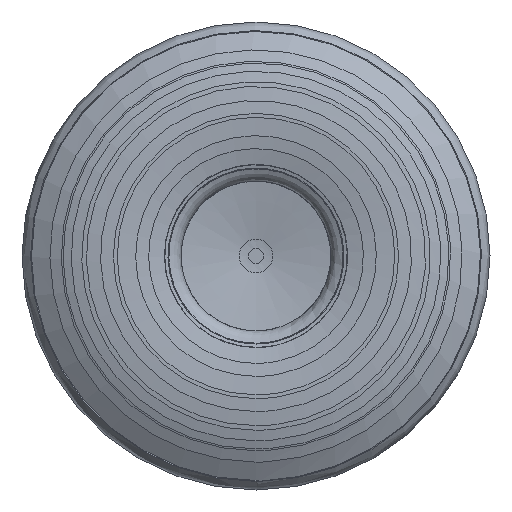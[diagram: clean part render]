
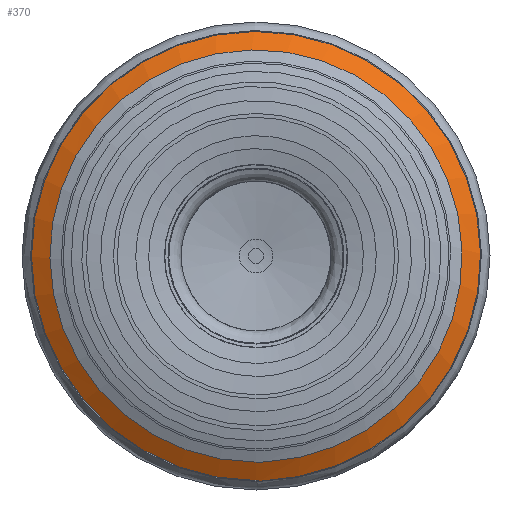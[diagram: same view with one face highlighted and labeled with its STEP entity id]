
A CAD part, left-side view. The second image highlights one B-rep face of the part: STEP entity #370.
In plain terms, the highlighted face is a revolution surface.
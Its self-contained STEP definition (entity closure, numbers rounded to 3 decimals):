
#119=SURFACE_OF_REVOLUTION('',#300,#151);
#151=AXIS1_PLACEMENT('',#3871,#1414);
#300=B_SPLINE_CURVE_WITH_KNOTS('',3,(#3864,#3865,#3866,#3867,#3868,#3869,
#3870),.UNSPECIFIED.,.F.,.F.,(4,3,4),(0.,0.499,1.),
 .UNSPECIFIED.);
#370=ADVANCED_FACE('',(#469,#470),#119,.T.);
#469=FACE_BOUND('',#593,.T.);
#470=FACE_BOUND('',#594,.T.);
#593=EDGE_LOOP('',(#809));
#594=EDGE_LOOP('',(#810));
#809=ORIENTED_EDGE('',*,*,#1027,.F.);
#810=ORIENTED_EDGE('',*,*,#1028,.T.);
#919=VERTEX_POINT('',#3856);
#920=VERTEX_POINT('',#3863);
#1027=EDGE_CURVE('',#919,#919,#1090,.T.);
#1028=EDGE_CURVE('',#920,#920,#1091,.T.);
#1090=CIRCLE('',#1190,8.607);
#1091=CIRCLE('',#1191,7.9);
#1190=AXIS2_PLACEMENT_3D('',#3855,#1409,#1410);
#1191=AXIS2_PLACEMENT_3D('',#3862,#1412,#1413);
#1409=DIRECTION('',(1.,0.,0.));
#1410=DIRECTION('',(0.,0.,-1.));
#1412=DIRECTION('',(1.,0.,0.));
#1413=DIRECTION('',(0.,0.,-1.));
#1414=DIRECTION('',(1.,0.,0.));
#3855=CARTESIAN_POINT('',(1.006,0.,0.));
#3856=CARTESIAN_POINT('',(1.006,0.,-8.607));
#3862=CARTESIAN_POINT('',(0.586,0.,0.));
#3863=CARTESIAN_POINT('',(0.586,0.,-7.9));
#3864=CARTESIAN_POINT('',(0.586,-7.374,2.836));
#3865=CARTESIAN_POINT('',(0.647,-7.503,2.835));
#3866=CARTESIAN_POINT('',(0.713,-7.631,2.834));
#3867=CARTESIAN_POINT('',(0.783,-7.756,2.833));
#3868=CARTESIAN_POINT('',(0.853,-7.882,2.833));
#3869=CARTESIAN_POINT('',(0.927,-8.006,2.833));
#3870=CARTESIAN_POINT('',(1.006,-8.127,2.834));
#3871=CARTESIAN_POINT('',(0.,0.,0.));
